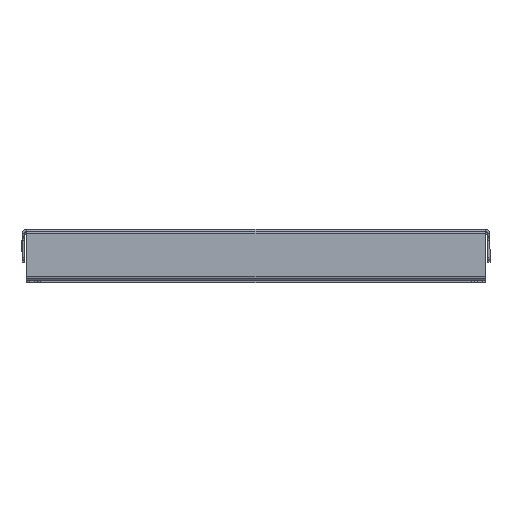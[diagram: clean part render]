
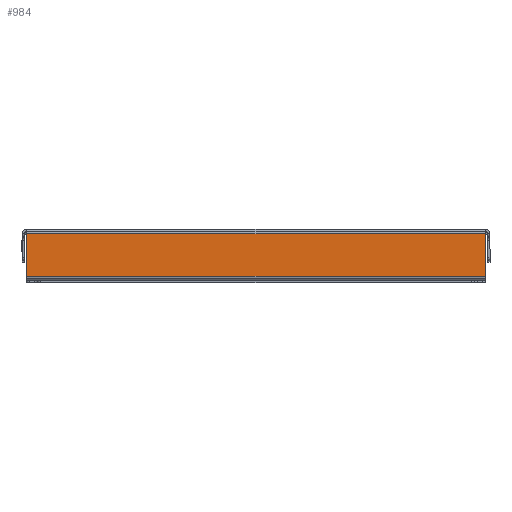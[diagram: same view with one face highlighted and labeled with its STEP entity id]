
A CAD part, top view. The second image highlights one B-rep face of the part: STEP entity #984.
In plain terms, the highlighted planar face has unit normal (0, 0, 1).
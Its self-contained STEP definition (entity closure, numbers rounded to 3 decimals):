
#67 = VECTOR ( 'NONE', #3461, 1000. ) ;
#467 = FACE_OUTER_BOUND ( 'NONE', #2727, .T. ) ;
#984 = ADVANCED_FACE ( 'NONE', ( #467 ), #7963, .T. ) ;
#1003 = AXIS2_PLACEMENT_3D ( 'NONE', #3865, #6592, #8595 ) ;
#1698 = CARTESIAN_POINT ( 'NONE',  ( -146., -30., 349. ) ) ;
#2505 = EDGE_CURVE ( 'NONE', #5049, #6329, #6503, .T. ) ;
#2506 = LINE ( 'NONE', #3335, #3083 ) ;
#2568 = CARTESIAN_POINT ( 'NONE',  ( 146., -30., 349. ) ) ;
#2719 = ORIENTED_EDGE ( 'NONE', *, *, #2505, .F. ) ;
#2727 = EDGE_LOOP ( 'NONE', ( #2719, #4638, #4096, #5602 ) ) ;
#3083 = VECTOR ( 'NONE', #8748, 1000. ) ;
#3188 = DIRECTION ( 'NONE',  ( 0., -1., 0. ) ) ;
#3335 = CARTESIAN_POINT ( 'NONE',  ( -146., -30., 349. ) ) ;
#3378 = CARTESIAN_POINT ( 'NONE',  ( 146., -30., 349. ) ) ;
#3461 = DIRECTION ( 'NONE',  ( -1., 0., 0. ) ) ;
#3611 = DIRECTION ( 'NONE',  ( 0., 1., 0. ) ) ;
#3716 = VERTEX_POINT ( 'NONE', #4661 ) ;
#3865 = CARTESIAN_POINT ( 'NONE',  ( 0., 0., 349. ) ) ;
#4096 = ORIENTED_EDGE ( 'NONE', *, *, #5811, .F. ) ;
#4462 = LINE ( 'NONE', #7104, #7048 ) ;
#4638 = ORIENTED_EDGE ( 'NONE', *, *, #8241, .T. ) ;
#4661 = CARTESIAN_POINT ( 'NONE',  ( -146., -3., 349. ) ) ;
#5049 = VERTEX_POINT ( 'NONE', #5584 ) ;
#5564 = EDGE_CURVE ( 'NONE', #6329, #6136, #2506, .T. ) ;
#5584 = CARTESIAN_POINT ( 'NONE',  ( 146., -3., 349. ) ) ;
#5602 = ORIENTED_EDGE ( 'NONE', *, *, #5564, .F. ) ;
#5811 = EDGE_CURVE ( 'NONE', #6136, #3716, #4462, .T. ) ;
#6136 = VERTEX_POINT ( 'NONE', #1698 ) ;
#6329 = VERTEX_POINT ( 'NONE', #3378 ) ;
#6503 = LINE ( 'NONE', #2568, #7829 ) ;
#6592 = DIRECTION ( 'NONE',  ( 0., 0., 1. ) ) ;
#6737 = LINE ( 'NONE', #6784, #67 ) ;
#6784 = CARTESIAN_POINT ( 'NONE',  ( 0., -3., 349. ) ) ;
#7048 = VECTOR ( 'NONE', #3611, 1000. ) ;
#7104 = CARTESIAN_POINT ( 'NONE',  ( -146., -1.5, 349. ) ) ;
#7829 = VECTOR ( 'NONE', #3188, 1000. ) ;
#7963 = PLANE ( 'NONE',  #1003 ) ;
#8241 = EDGE_CURVE ( 'NONE', #5049, #3716, #6737, .T. ) ;
#8595 = DIRECTION ( 'NONE',  ( 0., -1., 0. ) ) ;
#8748 = DIRECTION ( 'NONE',  ( -1., 0., 0. ) ) ;
